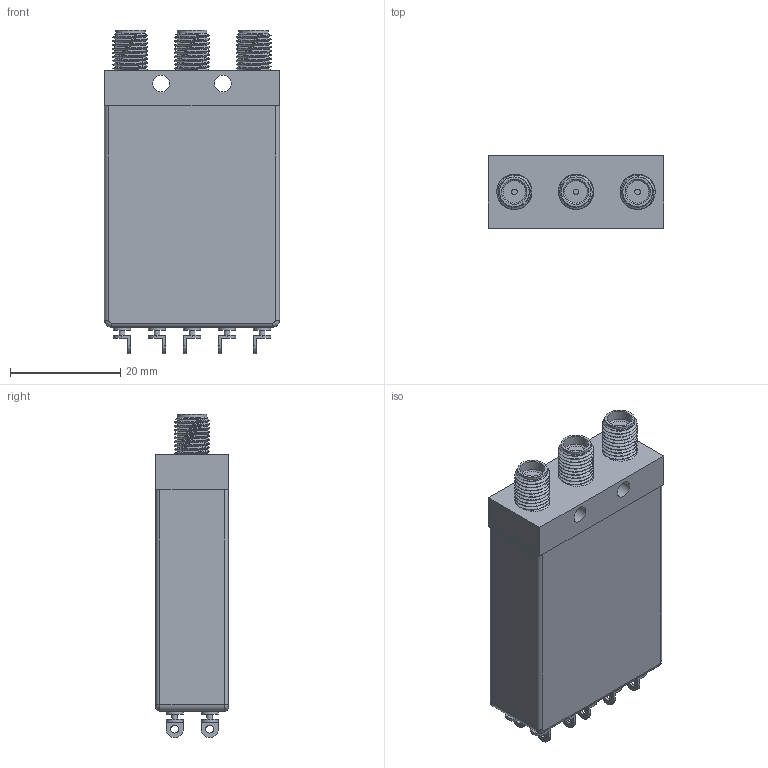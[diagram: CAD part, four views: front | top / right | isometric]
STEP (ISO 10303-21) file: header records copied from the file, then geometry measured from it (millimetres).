
FILE_DESCRIPTION (( 'STEP AP203' ), '1' );
FILE_NAME ('PE71S6101_3D.STEP', '2020-06-18T19:52:49', ( '' ), ( '' ), 'SwSTEP 2.0', 'SolidWorks 2018', '' );
FILE_SCHEMA (( 'CONFIG_CONTROL_DESIGN' ));
Length unit declared in the file: inch
Products named in the file (1): PE71S6101_3D
Bounding box: 31.75 x 13.26 x 58.65 mm (x, y, z)
Volume: 19888.1 mm3; surface area: 6468.7 mm2
Topology: 1 solids, 1 shells, 950 faces, 2471 edges, 1643 vertices
Faces by surface type: plane 551, bspline 235, cylinder 154, cone 6, torus 4
Full cylindrical faces by diameter (mm): 0.387 x1, 0.397 x1, 0.711 x10, 1.016 x3, 1.067 x10, 1.422 x10, 3.048 x2, 3.111 x10, 4.572 x3, 5.385 x3
Entity records: 43023 total; most frequent: CARTESIAN_POINT 21225, ORIENTED_EDGE 4800, DIRECTION 3665, EDGE_CURVE 2400, VERTEX_POINT 1631, VECTOR 1603, LINE 1603, EDGE_LOOP 1153
